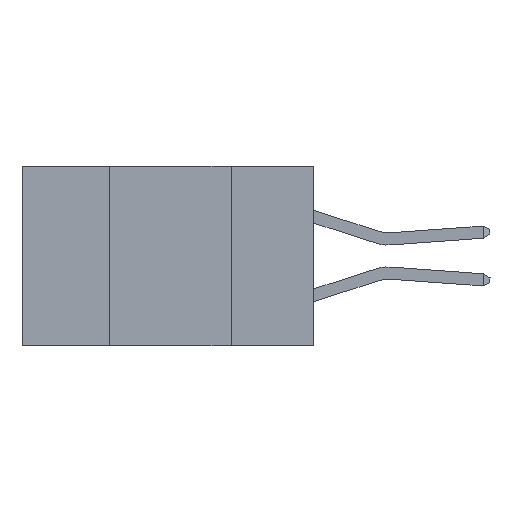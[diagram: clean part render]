
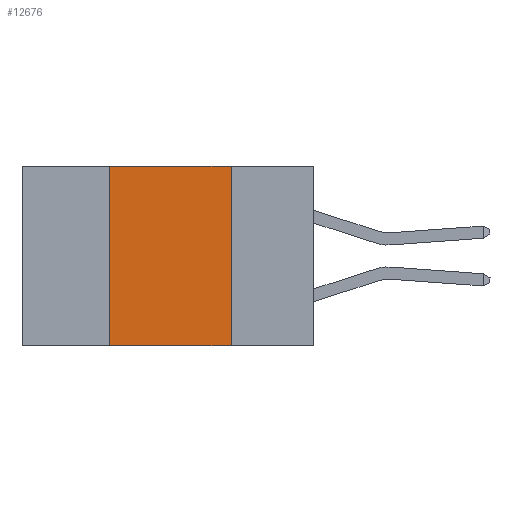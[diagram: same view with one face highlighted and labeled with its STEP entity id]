
A CAD part, left-side view. The second image highlights one B-rep face of the part: STEP entity #12676.
In plain terms, the highlighted planar face has unit normal (-1, 0, 0).
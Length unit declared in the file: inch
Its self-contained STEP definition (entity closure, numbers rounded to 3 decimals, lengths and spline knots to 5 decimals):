
#354 = EDGE_LOOP ( 'NONE', ( #10472, #16103, #12589, #4716 ) ) ;
#602 = EDGE_CURVE ( 'NONE', #20583, #18326, #6730, .T. ) ;
#1145 = DIRECTION ( 'NONE',  ( 0., -1., 0. ) ) ;
#1554 = VECTOR ( 'NONE', #13442, 39.37008 ) ;
#4716 = ORIENTED_EDGE ( 'NONE', *, *, #5858, .T. ) ;
#4996 = LINE ( 'NONE', #11917, #1554 ) ;
#5155 = LINE ( 'NONE', #19240, #5664 ) ;
#5482 = EDGE_CURVE ( 'NONE', #6504, #20583, #15664, .T. ) ;
#5664 = VECTOR ( 'NONE', #1145, 39.37008 ) ;
#5858 = EDGE_CURVE ( 'NONE', #6504, #11383, #5155, .T. ) ;
#6290 = CARTESIAN_POINT ( 'NONE',  ( 0., 0.42, 0. ) ) ;
#6404 = VECTOR ( 'NONE', #6744, 39.37008 ) ;
#6504 = VERTEX_POINT ( 'NONE', #18032 ) ;
#6730 = LINE ( 'NONE', #13768, #10093 ) ;
#6744 = DIRECTION ( 'NONE',  ( 0., 0., 1. ) ) ;
#6799 = EDGE_CURVE ( 'NONE', #18326, #11383, #4996, .T. ) ;
#8503 = CARTESIAN_POINT ( 'NONE',  ( 0., 0.6, 0. ) ) ;
#10093 = VECTOR ( 'NONE', #12233, 39.37008 ) ;
#10472 = ORIENTED_EDGE ( 'NONE', *, *, #6799, .F. ) ;
#11383 = VERTEX_POINT ( 'NONE', #19163 ) ;
#11917 = CARTESIAN_POINT ( 'NONE',  ( 0., 0.17, 0. ) ) ;
#12233 = DIRECTION ( 'NONE',  ( 0., -1., 0. ) ) ;
#12589 = ORIENTED_EDGE ( 'NONE', *, *, #5482, .F. ) ;
#12676 = ADVANCED_FACE ( 'NONE', ( #19168 ), #19518, .F. ) ;
#13442 = DIRECTION ( 'NONE',  ( 0., 0., -1. ) ) ;
#13768 = CARTESIAN_POINT ( 'NONE',  ( 0., 0.6, 0. ) ) ;
#14993 = AXIS2_PLACEMENT_3D ( 'NONE', #8503, #22833, #21061 ) ;
#15219 = CARTESIAN_POINT ( 'NONE',  ( 0., 0.42, 0. ) ) ;
#15664 = LINE ( 'NONE', #6290, #6404 ) ;
#16103 = ORIENTED_EDGE ( 'NONE', *, *, #602, .F. ) ;
#18032 = CARTESIAN_POINT ( 'NONE',  ( 0., 0.42, -0.37 ) ) ;
#18326 = VERTEX_POINT ( 'NONE', #22568 ) ;
#19163 = CARTESIAN_POINT ( 'NONE',  ( 0., 0.17, -0.37 ) ) ;
#19168 = FACE_OUTER_BOUND ( 'NONE', #354, .T. ) ;
#19240 = CARTESIAN_POINT ( 'NONE',  ( 0., 0.6, -0.37 ) ) ;
#19518 = PLANE ( 'NONE',  #14993 ) ;
#20583 = VERTEX_POINT ( 'NONE', #15219 ) ;
#21061 = DIRECTION ( 'NONE',  ( 0., 0., -1. ) ) ;
#22568 = CARTESIAN_POINT ( 'NONE',  ( 0., 0.17, 0. ) ) ;
#22833 = DIRECTION ( 'NONE',  ( 1., 0., 0. ) ) ;
